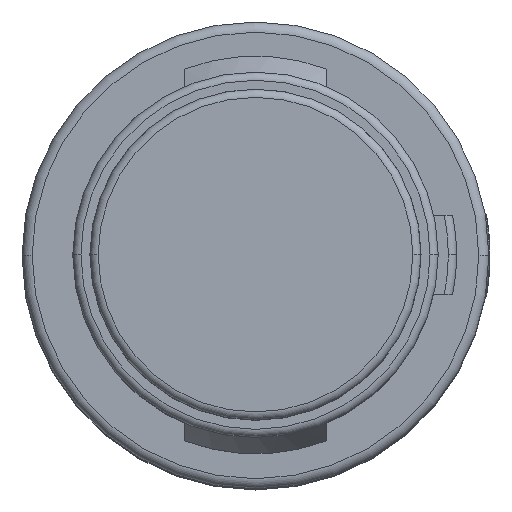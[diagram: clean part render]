
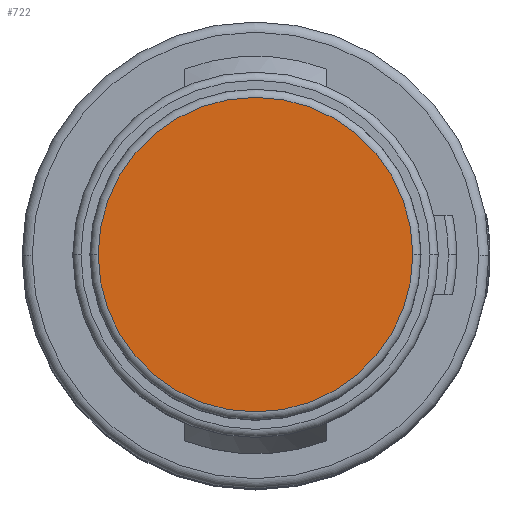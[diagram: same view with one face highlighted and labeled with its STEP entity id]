
A CAD part, top view. The second image highlights one B-rep face of the part: STEP entity #722.
In plain terms, the highlighted planar face has unit normal (0, 0, 1).
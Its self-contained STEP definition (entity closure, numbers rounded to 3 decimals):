
#9 = AXIS2_PLACEMENT_3D ( 'NONE', #3147, #4916, #1481 ) ;
#350 = FACE_OUTER_BOUND ( 'NONE', #2293, .T. ) ;
#551 = ORIENTED_EDGE ( 'NONE', *, *, #6901, .F. ) ;
#658 = ORIENTED_EDGE ( 'NONE', *, *, #6209, .F. ) ;
#722 = ADVANCED_FACE ( 'NONE', ( #350 ), #5443, .F. ) ;
#1052 = VERTEX_POINT ( 'NONE', #5480 ) ;
#1431 = DIRECTION ( 'NONE',  ( 0., 0., -1. ) ) ;
#1481 = DIRECTION ( 'NONE',  ( -1., 0., 0. ) ) ;
#2164 = CIRCLE ( 'NONE', #3751, 3.875 ) ;
#2293 = EDGE_LOOP ( 'NONE', ( #658, #551 ) ) ;
#2367 = CARTESIAN_POINT ( 'NONE',  ( -3.875, 0., 10.1 ) ) ;
#2542 = CARTESIAN_POINT ( 'NONE',  ( 0., 0., 10.1 ) ) ;
#2807 = DIRECTION ( 'NONE',  ( -1., 0., 0. ) ) ;
#3147 = CARTESIAN_POINT ( 'NONE',  ( 0., 3.599, 10.1 ) ) ;
#3751 = AXIS2_PLACEMENT_3D ( 'NONE', #7409, #6290, #2807 ) ;
#4858 = DIRECTION ( 'NONE',  ( -1., 0., 0. ) ) ;
#4916 = DIRECTION ( 'NONE',  ( 0., 0., -1. ) ) ;
#5094 = VERTEX_POINT ( 'NONE', #2367 ) ;
#5224 = AXIS2_PLACEMENT_3D ( 'NONE', #2542, #1431, #4858 ) ;
#5443 = PLANE ( 'NONE',  #9 ) ;
#5480 = CARTESIAN_POINT ( 'NONE',  ( 3.875, 0., 10.1 ) ) ;
#6209 = EDGE_CURVE ( 'NONE', #5094, #1052, #6612, .T. ) ;
#6290 = DIRECTION ( 'NONE',  ( 0., 0., -1. ) ) ;
#6612 = CIRCLE ( 'NONE', #5224, 3.875 ) ;
#6901 = EDGE_CURVE ( 'NONE', #1052, #5094, #2164, .T. ) ;
#7409 = CARTESIAN_POINT ( 'NONE',  ( 0., 0., 10.1 ) ) ;
